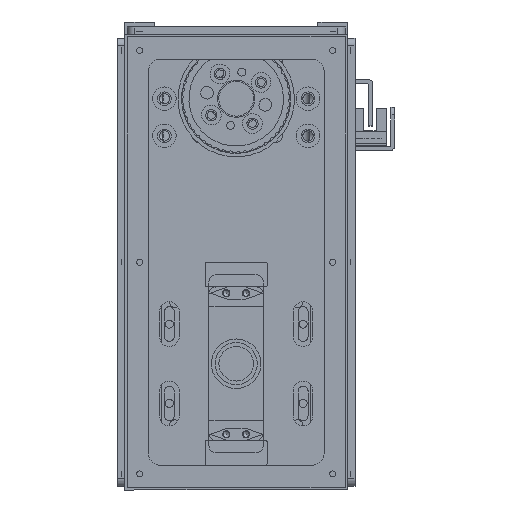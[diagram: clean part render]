
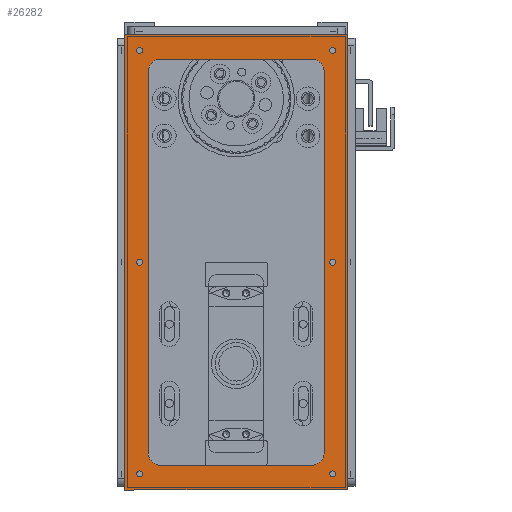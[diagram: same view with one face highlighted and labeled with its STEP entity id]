
A CAD part, left-side view. The second image highlights one B-rep face of the part: STEP entity #26282.
In plain terms, the highlighted face is planar.
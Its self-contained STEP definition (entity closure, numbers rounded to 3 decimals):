
#965=FACE_BOUND('',#5264,.T.);
#966=FACE_BOUND('',#5265,.T.);
#967=FACE_BOUND('',#5266,.T.);
#968=FACE_BOUND('',#5267,.T.);
#969=FACE_BOUND('',#5268,.T.);
#970=FACE_BOUND('',#5269,.T.);
#971=FACE_BOUND('',#5270,.T.);
#1555=PLANE('',#29172);
#3450=FACE_OUTER_BOUND('',#5263,.T.);
#5263=EDGE_LOOP('',(#23176,#23177,#23178,#23179));
#5264=EDGE_LOOP('',(#23180));
#5265=EDGE_LOOP('',(#23181));
#5266=EDGE_LOOP('',(#23182));
#5267=EDGE_LOOP('',(#23183));
#5268=EDGE_LOOP('',(#23184));
#5269=EDGE_LOOP('',(#23185));
#5270=EDGE_LOOP('',(#23186,#23187,#23188,#23189,#23190,#23191,#23192,#23193));
#7278=LINE('',#44420,#9345);
#7284=LINE('',#44435,#9351);
#7288=LINE('',#44447,#9355);
#7291=LINE('',#44456,#9358);
#7368=LINE('',#44725,#9435);
#7372=LINE('',#44733,#9439);
#7375=LINE('',#44739,#9442);
#7378=LINE('',#44744,#9445);
#9345=VECTOR('',#35685,10.);
#9351=VECTOR('',#35699,10.);
#9355=VECTOR('',#35711,10.);
#9358=VECTOR('',#35722,10.);
#9435=VECTOR('',#36003,10.);
#9439=VECTOR('',#36009,10.);
#9442=VECTOR('',#36014,10.);
#9445=VECTOR('',#36019,10.);
#10827=CIRCLE('',#29051,5.);
#10829=CIRCLE('',#29055,5.);
#10831=CIRCLE('',#29059,5.);
#10833=CIRCLE('',#29063,5.);
#10847=CIRCLE('',#29085,1.23);
#10849=CIRCLE('',#29088,1.23);
#10851=CIRCLE('',#29091,1.23);
#10853=CIRCLE('',#29094,1.23);
#10855=CIRCLE('',#29097,1.23);
#10857=CIRCLE('',#29100,1.23);
#13177=VERTEX_POINT('',#44410);
#13178=VERTEX_POINT('',#44411);
#13181=VERTEX_POINT('',#44419);
#13183=VERTEX_POINT('',#44425);
#13184=VERTEX_POINT('',#44426);
#13187=VERTEX_POINT('',#44437);
#13188=VERTEX_POINT('',#44438);
#13191=VERTEX_POINT('',#44449);
#13205=VERTEX_POINT('',#44494);
#13207=VERTEX_POINT('',#44500);
#13209=VERTEX_POINT('',#44506);
#13211=VERTEX_POINT('',#44512);
#13213=VERTEX_POINT('',#44518);
#13215=VERTEX_POINT('',#44524);
#13281=VERTEX_POINT('',#44723);
#13282=VERTEX_POINT('',#44724);
#13285=VERTEX_POINT('',#44732);
#13287=VERTEX_POINT('',#44738);
#16528=EDGE_CURVE('',#13177,#13178,#10827,.T.);
#16532=EDGE_CURVE('',#13181,#13178,#7278,.T.);
#16535=EDGE_CURVE('',#13183,#13184,#10829,.T.);
#16540=EDGE_CURVE('',#13177,#13184,#7284,.T.);
#16541=EDGE_CURVE('',#13187,#13188,#10831,.T.);
#16546=EDGE_CURVE('',#13183,#13188,#7288,.T.);
#16547=EDGE_CURVE('',#13181,#13191,#10833,.T.);
#16551=EDGE_CURVE('',#13187,#13191,#7291,.T.);
#16570=EDGE_CURVE('',#13205,#13205,#10847,.T.);
#16573=EDGE_CURVE('',#13207,#13207,#10849,.T.);
#16576=EDGE_CURVE('',#13209,#13209,#10851,.T.);
#16579=EDGE_CURVE('',#13211,#13211,#10853,.T.);
#16582=EDGE_CURVE('',#13213,#13213,#10855,.T.);
#16585=EDGE_CURVE('',#13215,#13215,#10857,.T.);
#16684=EDGE_CURVE('',#13281,#13282,#7368,.T.);
#16688=EDGE_CURVE('',#13285,#13281,#7372,.T.);
#16691=EDGE_CURVE('',#13287,#13285,#7375,.T.);
#16694=EDGE_CURVE('',#13282,#13287,#7378,.T.);
#23176=ORIENTED_EDGE('',*,*,#16694,.F.);
#23177=ORIENTED_EDGE('',*,*,#16684,.F.);
#23178=ORIENTED_EDGE('',*,*,#16688,.F.);
#23179=ORIENTED_EDGE('',*,*,#16691,.F.);
#23180=ORIENTED_EDGE('',*,*,#16570,.T.);
#23181=ORIENTED_EDGE('',*,*,#16573,.T.);
#23182=ORIENTED_EDGE('',*,*,#16576,.T.);
#23183=ORIENTED_EDGE('',*,*,#16579,.T.);
#23184=ORIENTED_EDGE('',*,*,#16582,.T.);
#23185=ORIENTED_EDGE('',*,*,#16585,.T.);
#23186=ORIENTED_EDGE('',*,*,#16532,.T.);
#23187=ORIENTED_EDGE('',*,*,#16528,.F.);
#23188=ORIENTED_EDGE('',*,*,#16540,.T.);
#23189=ORIENTED_EDGE('',*,*,#16535,.F.);
#23190=ORIENTED_EDGE('',*,*,#16546,.T.);
#23191=ORIENTED_EDGE('',*,*,#16541,.F.);
#23192=ORIENTED_EDGE('',*,*,#16551,.T.);
#23193=ORIENTED_EDGE('',*,*,#16547,.F.);
#26282=ADVANCED_FACE('',(#3450,#965,#966,#967,#968,#969,#970,#971),#1555,
 .T.);
#29051=AXIS2_PLACEMENT_3D('',#44412,#35677,#35678);
#29055=AXIS2_PLACEMENT_3D('',#44427,#35690,#35691);
#29059=AXIS2_PLACEMENT_3D('',#44439,#35702,#35703);
#29063=AXIS2_PLACEMENT_3D('',#44450,#35714,#35715);
#29085=AXIS2_PLACEMENT_3D('',#44495,#35767,#35768);
#29088=AXIS2_PLACEMENT_3D('',#44501,#35774,#35775);
#29091=AXIS2_PLACEMENT_3D('',#44507,#35781,#35782);
#29094=AXIS2_PLACEMENT_3D('',#44513,#35788,#35789);
#29097=AXIS2_PLACEMENT_3D('',#44519,#35795,#35796);
#29100=AXIS2_PLACEMENT_3D('',#44525,#35802,#35803);
#29172=AXIS2_PLACEMENT_3D('',#44747,#36023,#36024);
#35677=DIRECTION('center_axis',(0.,0.,1.));
#35678=DIRECTION('ref_axis',(0.707,0.707,0.));
#35685=DIRECTION('',(1.,0.,0.));
#35690=DIRECTION('center_axis',(0.,0.,1.));
#35691=DIRECTION('ref_axis',(0.707,-0.707,0.));
#35699=DIRECTION('',(0.,-1.,0.));
#35702=DIRECTION('center_axis',(0.,0.,1.));
#35703=DIRECTION('ref_axis',(-0.707,-0.707,0.));
#35711=DIRECTION('',(-1.,0.,0.));
#35714=DIRECTION('center_axis',(0.,0.,1.));
#35715=DIRECTION('ref_axis',(-0.707,0.707,0.));
#35722=DIRECTION('',(0.,1.,0.));
#35767=DIRECTION('center_axis',(0.,0.,-1.));
#35768=DIRECTION('ref_axis',(1.,0.,0.));
#35774=DIRECTION('center_axis',(0.,0.,-1.));
#35775=DIRECTION('ref_axis',(1.,0.,0.));
#35781=DIRECTION('center_axis',(0.,0.,-1.));
#35782=DIRECTION('ref_axis',(1.,0.,0.));
#35788=DIRECTION('center_axis',(0.,0.,-1.));
#35789=DIRECTION('ref_axis',(1.,0.,0.));
#35795=DIRECTION('center_axis',(0.,0.,-1.));
#35796=DIRECTION('ref_axis',(1.,0.,0.));
#35802=DIRECTION('center_axis',(0.,0.,-1.));
#35803=DIRECTION('ref_axis',(1.,0.,0.));
#36003=DIRECTION('',(0.,1.,0.));
#36009=DIRECTION('',(-1.,0.,0.));
#36014=DIRECTION('',(0.,-1.,0.));
#36019=DIRECTION('',(1.,0.,0.));
#36023=DIRECTION('center_axis',(0.,0.,1.));
#36024=DIRECTION('ref_axis',(1.,0.,0.));
#44410=CARTESIAN_POINT('',(82.,30.5,0.));
#44411=CARTESIAN_POINT('',(77.,35.5,0.));
#44412=CARTESIAN_POINT('Origin',(77.,30.5,0.));
#44419=CARTESIAN_POINT('',(-77.,35.5,0.));
#44420=CARTESIAN_POINT('',(-41.,35.5,0.));
#44425=CARTESIAN_POINT('',(77.,-35.5,0.));
#44426=CARTESIAN_POINT('',(82.,-30.5,0.));
#44427=CARTESIAN_POINT('Origin',(77.,-30.5,0.));
#44435=CARTESIAN_POINT('',(82.,17.75,0.));
#44437=CARTESIAN_POINT('',(-82.,-30.5,0.));
#44438=CARTESIAN_POINT('',(-77.,-35.5,0.));
#44439=CARTESIAN_POINT('Origin',(-77.,-30.5,0.));
#44447=CARTESIAN_POINT('',(41.,-35.5,0.));
#44449=CARTESIAN_POINT('',(-82.,30.5,0.));
#44450=CARTESIAN_POINT('Origin',(-77.,30.5,0.));
#44456=CARTESIAN_POINT('',(-82.,-17.75,0.));
#44494=CARTESIAN_POINT('',(84.271,39.,0.));
#44495=CARTESIAN_POINT('Origin',(85.5,39.,0.));
#44500=CARTESIAN_POINT('',(-1.23,-39.,0.));
#44501=CARTESIAN_POINT('Origin',(0.,-39.,0.));
#44506=CARTESIAN_POINT('',(-86.73,39.,0.));
#44507=CARTESIAN_POINT('Origin',(-85.5,39.,0.));
#44512=CARTESIAN_POINT('',(-86.73,-39.,0.));
#44513=CARTESIAN_POINT('Origin',(-85.5,-39.,0.));
#44518=CARTESIAN_POINT('',(84.271,-39.,0.));
#44519=CARTESIAN_POINT('Origin',(85.5,-39.,0.));
#44524=CARTESIAN_POINT('',(-1.23,39.,0.));
#44525=CARTESIAN_POINT('Origin',(0.,39.,0.));
#44723=CARTESIAN_POINT('',(-92.,-45.,0.));
#44724=CARTESIAN_POINT('',(-92.,45.,0.));
#44725=CARTESIAN_POINT('',(-92.,-45.,0.));
#44732=CARTESIAN_POINT('',(92.,-45.,0.));
#44733=CARTESIAN_POINT('',(92.,-45.,0.));
#44738=CARTESIAN_POINT('',(92.,45.,0.));
#44739=CARTESIAN_POINT('',(92.,45.,0.));
#44744=CARTESIAN_POINT('',(-92.,45.,0.));
#44747=CARTESIAN_POINT('Origin',(0.,0.,
0.));
